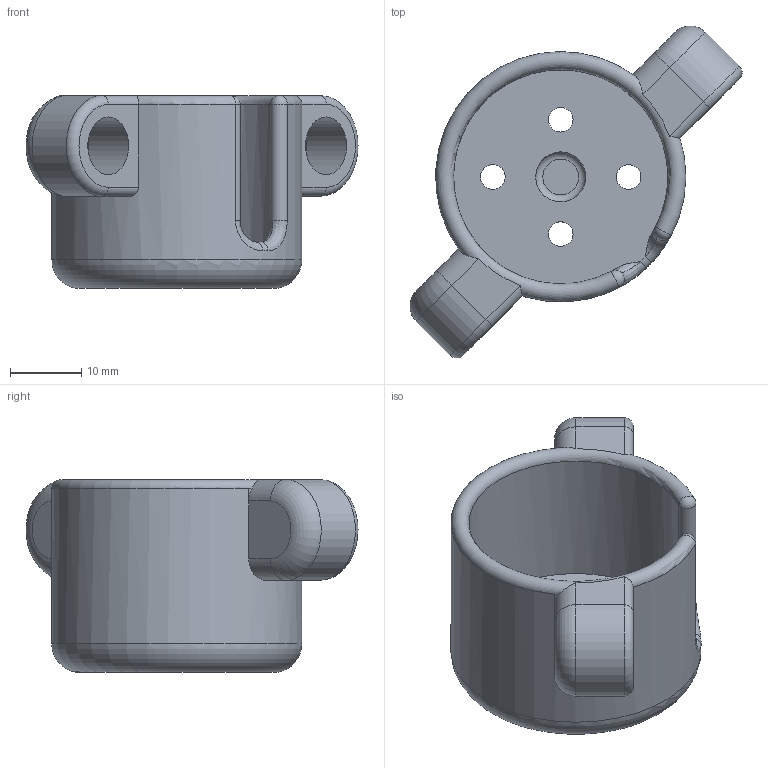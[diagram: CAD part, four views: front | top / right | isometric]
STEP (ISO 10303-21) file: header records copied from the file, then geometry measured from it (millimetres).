
FILE_DESCRIPTION(/* description */ ('STEP AP242','CAx-IF Rec.Pracs.---Representation and Presentation of Product Manufacturing Information (PMI)---4.0---2014-10-13','CAx-IF Rec.Pracs.---3D Tessellated Geometry---0.4---2014-09-14','2;1'),/* implementation_level */ '2;1');
FILE_NAME(/* name */ '648bb6b4d1f89e6a9f284190',/* time_stamp */ '2023-06-16T01:11:17Z',/* author */ (''),/* organization */ (''),/* preprocessor_version */ 'ST-DEVELOPER v19.4',/* originating_system */ ' ',/* authorisation */ ' ');
FILE_SCHEMA (('AP242_MANAGED_MODEL_BASED_3D_ENGINEERING_MIM_LF { 1 0 10303 442 1 1 4 }'));
Length unit declared in the file: metre
Products named in the file (1): Front Left
Bounding box: 46.45 x 46.45 x 27 mm (x, y, z)
Volume: 12234.3 mm3; surface area: 7934.2 mm2
Topology: 1 solids, 1 shells, 57 faces, 129 edges, 79 vertices
Faces by surface type: cylinder 26, plane 17, torus 8, bspline 4, sphere 2
Full cylindrical faces by diameter (mm): 3.45 x4, 6.35 x4, 7 x1, 8.1 x2, 35 x1
Entity records: 1600 total; most frequent: CARTESIAN_POINT 388, DIRECTION 258, ORIENTED_EDGE 216, AXIS2_PLACEMENT_3D 115, EDGE_CURVE 108, EDGE_LOOP 85, FACE_BOUND 85, VERTEX_POINT 75
